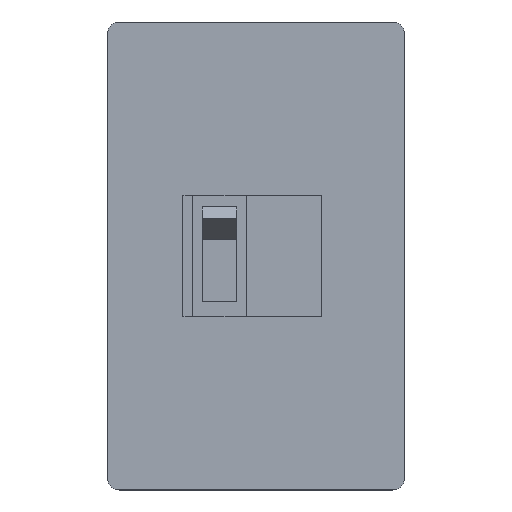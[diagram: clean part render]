
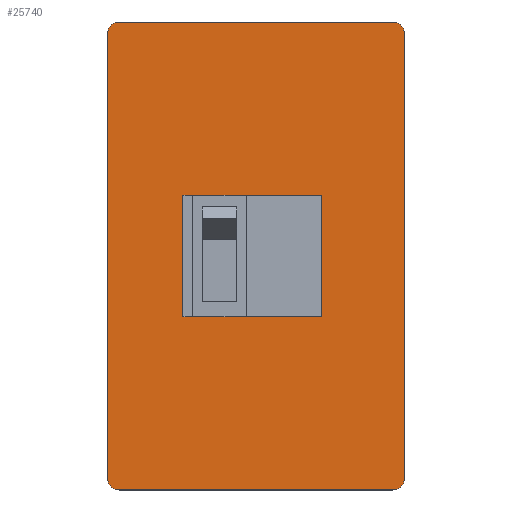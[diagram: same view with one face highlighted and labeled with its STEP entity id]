
A CAD part, top view. The second image highlights one B-rep face of the part: STEP entity #25740.
In plain terms, the highlighted planar face has unit normal (0, 0, 1).
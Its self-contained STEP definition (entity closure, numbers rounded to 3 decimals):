
#21240=CARTESIAN_POINT('',(122.,0.,-22.));
#21250=DIRECTION('',(0.,-1.,0.));
#21260=VECTOR('',#21250,1.);
#21270=LINE('',#21240,#21260);
#21280=CARTESIAN_POINT('',(122.,91.,
-22.));
#21290=VERTEX_POINT('',#21280);
#21300=CARTESIAN_POINT('',(122.,-91.,
-22.));
#21310=VERTEX_POINT('',#21300);
#21320=EDGE_CURVE('',#21290,#21310,#21270,.T.);
#21640=CARTESIAN_POINT('',(117.,91.,
-22.));
#21650=DIRECTION('',(0.,0.,-1.));
#21660=DIRECTION('',(-1.,0.,0.));
#21670=AXIS2_PLACEMENT_3D('',#21640,#21650,#21660);
#21680=CIRCLE('',#21670,5.);
#21690=CARTESIAN_POINT('',(117.,96.,
-22.));
#21700=VERTEX_POINT('',#21690);
#21710=EDGE_CURVE('',#21700,#21290,#21680,.T.);
#22100=CARTESIAN_POINT('',(117.,-96.,
-22.));
#22110=VERTEX_POINT('',#22100);
#22140=CARTESIAN_POINT('',(117.,-91.,
-22.));
#22150=DIRECTION('',(0.,0.,-1.));
#22160=DIRECTION('',(-1.,0.,0.));
#22170=AXIS2_PLACEMENT_3D('',#22140,#22150,#22160);
#22180=CIRCLE('',#22170,5.);
#22190=EDGE_CURVE('',#21310,#22110,#22180,.T.);
#22440=CARTESIAN_POINT('',(0.,91.,
-22.));
#22450=VERTEX_POINT('',#22440);
#22480=CARTESIAN_POINT('',(0.,0.,-22.));
#22490=DIRECTION('',(0.,-1.,0.));
#22500=VECTOR('',#22490,1.);
#22510=LINE('',#22480,#22500);
#22520=CARTESIAN_POINT('',(0.,-91.,
-22.));
#22530=VERTEX_POINT('',#22520);
#22540=EDGE_CURVE('',#22450,#22530,#22510,.T.);
#22830=CARTESIAN_POINT('',(5.,96.,-22.));
#22840=VERTEX_POINT('',#22830);
#22870=CARTESIAN_POINT('',(5.,91.,-22.));
#22880=DIRECTION('',(0.,0.,-1.));
#22890=DIRECTION('',(-1.,0.,0.));
#22900=AXIS2_PLACEMENT_3D('',#22870,#22880,#22890);
#22910=CIRCLE('',#22900,5.);
#22920=EDGE_CURVE('',#22450,#22840,#22910,.T.);
#23030=CARTESIAN_POINT('',(5.,-91.,-22.));
#23040=DIRECTION('',(0.,0.,1.));
#23050=DIRECTION('',(1.,0.,0.));
#23060=AXIS2_PLACEMENT_3D('',#23030,#23040,#23050);
#23070=CIRCLE('',#23060,5.);
#23080=CARTESIAN_POINT('',(5.,-96.,-22.));
#23090=VERTEX_POINT('',#23080);
#23100=EDGE_CURVE('',#22530,#23090,#23070,.T.);
#23760=CARTESIAN_POINT('',(0.,96.,-22.));
#23770=DIRECTION('',(1.,0.,0.));
#23780=VECTOR('',#23770,1.);
#23790=LINE('',#23760,#23780);
#23800=EDGE_CURVE('',#22840,#21700,#23790,.T.);
#25150=CARTESIAN_POINT('',(0.,-96.,-22.));
#25160=DIRECTION('',(-1.,0.,0.));
#25170=VECTOR('',#25160,1.);
#25180=LINE('',#25150,#25170);
#25190=EDGE_CURVE('',#22110,#23090,#25180,.T.);
#25250=CARTESIAN_POINT('',(122.,96.,
-22.));
#25260=DIRECTION('',(0.,0.,1.));
#25270=DIRECTION('',(0.,1.,0.));
#25280=AXIS2_PLACEMENT_3D('',#25250,#25260,#25270);
#25290=PLANE('',#25280);
#25300=ORIENTED_EDGE('',*,*,#22190,.F.);
#25310=ORIENTED_EDGE('',*,*,#25190,.F.);
#25320=ORIENTED_EDGE('',*,*,#23100,.T.);
#25330=ORIENTED_EDGE('',*,*,#22540,.T.);
#25340=ORIENTED_EDGE('',*,*,#22920,.F.);
#25350=ORIENTED_EDGE('',*,*,#23800,.F.);
#25360=ORIENTED_EDGE('',*,*,#21710,.F.);
#25370=ORIENTED_EDGE('',*,*,#21320,.F.);
#25380=EDGE_LOOP('',(#25370,#25360,#25350,#25340,#25330,#25320,#25310,
#25300));
#25390=FACE_OUTER_BOUND('',#25380,.T.);
#25400=CARTESIAN_POINT('',(0.,-25.,-22.));
#25410=DIRECTION('',(1.,0.,0.));
#25420=VECTOR('',#25410,1.);
#25430=LINE('',#25400,#25420);
#25440=CARTESIAN_POINT('',(31.,-25.,
-22.));
#25450=VERTEX_POINT('',#25440);
#25460=CARTESIAN_POINT('',(88.,-25.,
-22.));
#25470=VERTEX_POINT('',#25460);
#25480=EDGE_CURVE('',#25450,#25470,#25430,.T.);
#25490=ORIENTED_EDGE('',*,*,#25480,.F.);
#25500=CARTESIAN_POINT('',(88.,0.,-22.));
#25510=DIRECTION('',(0.,-1.,0.));
#25520=VECTOR('',#25510,1.);
#25530=LINE('',#25500,#25520);
#25540=CARTESIAN_POINT('',(88.,25.,
-22.));
#25550=VERTEX_POINT('',#25540);
#25560=EDGE_CURVE('',#25550,#25470,#25530,.T.);
#25570=ORIENTED_EDGE('',*,*,#25560,.T.);
#25580=CARTESIAN_POINT('',(0.,25.,-22.));
#25590=DIRECTION('',(1.,0.,0.));
#25600=VECTOR('',#25590,1.);
#25610=LINE('',#25580,#25600);
#25620=CARTESIAN_POINT('',(31.,25.,
-22.));
#25630=VERTEX_POINT('',#25620);
#25640=EDGE_CURVE('',#25630,#25550,#25610,.T.);
#25650=ORIENTED_EDGE('',*,*,#25640,.T.);
#25660=CARTESIAN_POINT('',(31.,0.,-22.));
#25670=DIRECTION('',(0.,1.,0.));
#25680=VECTOR('',#25670,1.);
#25690=LINE('',#25660,#25680);
#25700=EDGE_CURVE('',#25450,#25630,#25690,.T.);
#25710=ORIENTED_EDGE('',*,*,#25700,.T.);
#25720=EDGE_LOOP('',(#25710,#25650,#25570,#25490));
#25730=FACE_BOUND('',#25720,.T.);
#25740=ADVANCED_FACE('',(#25390,#25730),#25290,.T.);
